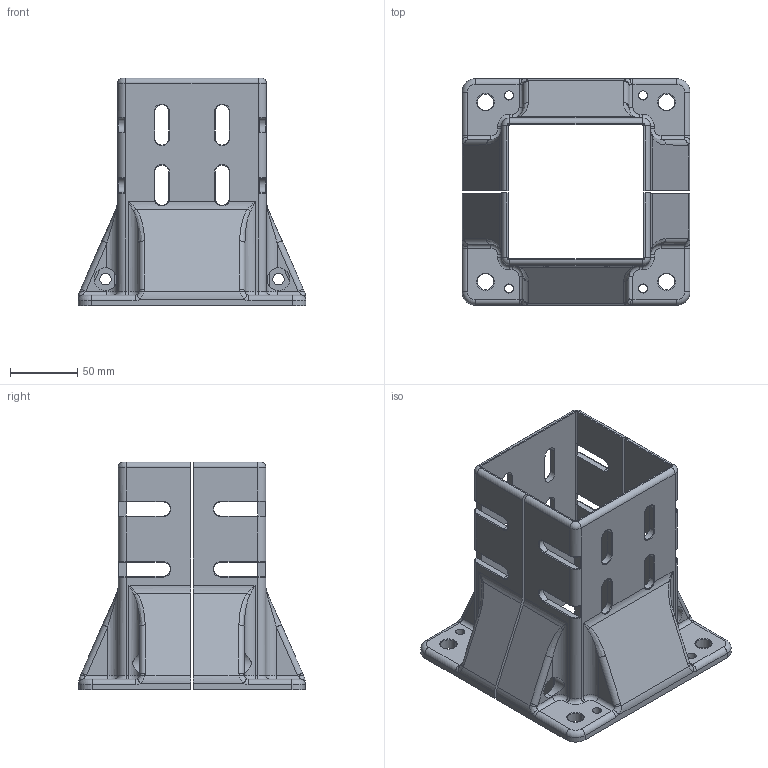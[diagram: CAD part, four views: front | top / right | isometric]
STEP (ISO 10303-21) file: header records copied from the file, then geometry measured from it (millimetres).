
FILE_DESCRIPTION (( 'STEP AP203' ), '1' );
FILE_NAME ('084.409.012.STEP', '2015-05-14T13:39:55', ( '' ), ( '' ), 'SwSTEP 2.0', 'SolidWorks 2012', '' );
FILE_SCHEMA (( 'CONFIG_CONTROL_DESIGN' ));
Length unit declared in the file: millimetre
Products named in the file (1): 084.409.012
Bounding box: 170 x 169 x 170 mm (x, y, z)
Volume: 544605.5 mm3; surface area: 211135.4 mm2
Topology: 2 solids, 2 shells, 482 faces, 1270 edges, 740 vertices
Faces by surface type: cylinder 216, plane 118, torus 88, bspline 36, sphere 24
Entity records: 16615 total; most frequent: CARTESIAN_POINT 4695, DIRECTION 2614, ORIENTED_EDGE 2480, EDGE_CURVE 1240, AXIS2_PLACEMENT_3D 1031, VERTEX_POINT 740, CIRCLE 584, LINE 552
